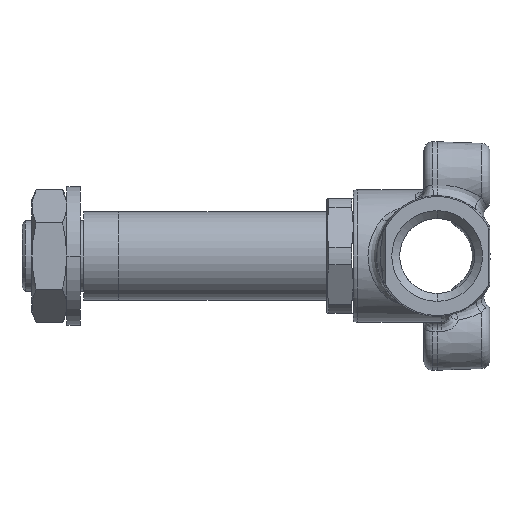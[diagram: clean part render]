
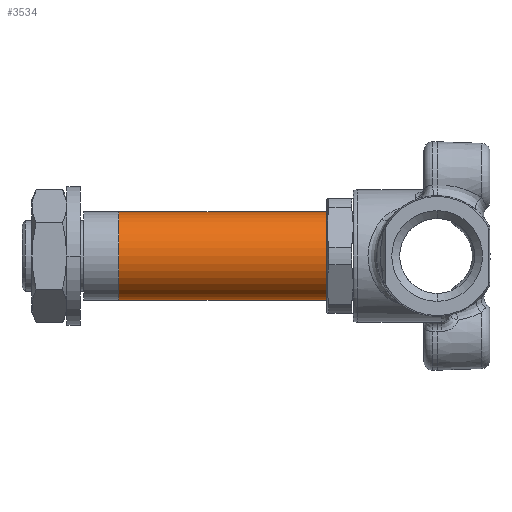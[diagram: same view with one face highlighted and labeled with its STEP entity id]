
A CAD part, left-side view. The second image highlights one B-rep face of the part: STEP entity #3534.
In plain terms, the highlighted cylindrical face has radius 5 mm (diameter 10 mm), a partial arc.
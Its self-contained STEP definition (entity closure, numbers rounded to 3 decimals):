
#664 = CYLINDRICAL_SURFACE ( 'NONE', #4466, 5. ) ;
#913 = VERTEX_POINT ( 'NONE', #7946 ) ;
#1166 = LINE ( 'NONE', #15478, #8070 ) ;
#1541 = DIRECTION ( 'NONE',  ( 0., 1., 0. ) ) ;
#1903 = FACE_OUTER_BOUND ( 'NONE', #4835, .T. ) ;
#2982 = CIRCLE ( 'NONE', #7514, 5. ) ;
#3534 = ADVANCED_FACE ( 'NONE', ( #1903 ), #664, .T. ) ;
#3799 = ORIENTED_EDGE ( 'NONE', *, *, #7652, .T. ) ;
#4209 = ORIENTED_EDGE ( 'NONE', *, *, #15003, .T. ) ;
#4318 = AXIS2_PLACEMENT_3D ( 'NONE', #5690, #14766, #6965 ) ;
#4466 = AXIS2_PLACEMENT_3D ( 'NONE', #7880, #15687, #5353 ) ;
#4835 = EDGE_LOOP ( 'NONE', ( #9849, #10997, #4209, #3799 ) ) ;
#5211 = LINE ( 'NONE', #16651, #12057 ) ;
#5353 = DIRECTION ( 'NONE',  ( 0., 0., -1. ) ) ;
#5690 = CARTESIAN_POINT ( 'NONE',  ( 0., 24., 0. ) ) ;
#5762 = EDGE_CURVE ( 'NONE', #12731, #6807, #9291, .T. ) ;
#6807 = VERTEX_POINT ( 'NONE', #16385 ) ;
#6965 = DIRECTION ( 'NONE',  ( 0., 0., 1. ) ) ;
#7002 = CARTESIAN_POINT ( 'NONE',  ( 0., 24., 5. ) ) ;
#7514 = AXIS2_PLACEMENT_3D ( 'NONE', #9313, #1541, #10612 ) ;
#7652 = EDGE_CURVE ( 'NONE', #913, #15462, #2982, .T. ) ;
#7880 = CARTESIAN_POINT ( 'NONE',  ( 0., -20.739, 0. ) ) ;
#7946 = CARTESIAN_POINT ( 'NONE',  ( 0., 0.5, -5. ) ) ;
#8070 = VECTOR ( 'NONE', #13874, 1000. ) ;
#8106 = EDGE_CURVE ( 'NONE', #12731, #15462, #5211, .T. ) ;
#9291 = CIRCLE ( 'NONE', #4318, 5. ) ;
#9313 = CARTESIAN_POINT ( 'NONE',  ( 0., 0.5, 0. ) ) ;
#9849 = ORIENTED_EDGE ( 'NONE', *, *, #8106, .F. ) ;
#10612 = DIRECTION ( 'NONE',  ( 0., 0., -1. ) ) ;
#10997 = ORIENTED_EDGE ( 'NONE', *, *, #5762, .T. ) ;
#11447 = DIRECTION ( 'NONE',  ( 0., -1., 0. ) ) ;
#12057 = VECTOR ( 'NONE', #11447, 1000. ) ;
#12731 = VERTEX_POINT ( 'NONE', #7002 ) ;
#13874 = DIRECTION ( 'NONE',  ( 0., -1., 0. ) ) ;
#14766 = DIRECTION ( 'NONE',  ( 0., -1., 0. ) ) ;
#15003 = EDGE_CURVE ( 'NONE', #6807, #913, #1166, .T. ) ;
#15462 = VERTEX_POINT ( 'NONE', #15516 ) ;
#15478 = CARTESIAN_POINT ( 'NONE',  ( 0., -20.739, -5. ) ) ;
#15516 = CARTESIAN_POINT ( 'NONE',  ( 0., 0.5, 5. ) ) ;
#15687 = DIRECTION ( 'NONE',  ( 0., -1., 0. ) ) ;
#16385 = CARTESIAN_POINT ( 'NONE',  ( 0., 24., -5. ) ) ;
#16651 = CARTESIAN_POINT ( 'NONE',  ( 0., -20.739, 5. ) ) ;
